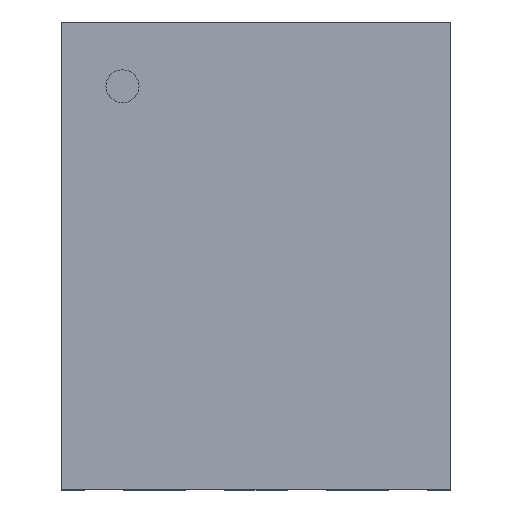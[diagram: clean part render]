
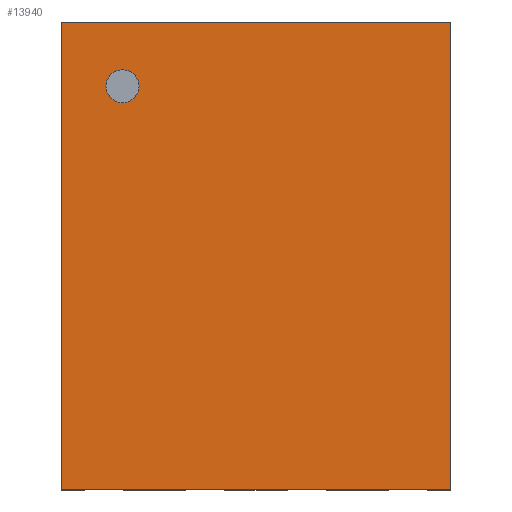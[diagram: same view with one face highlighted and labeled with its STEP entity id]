
A CAD part, top view. The second image highlights one B-rep face of the part: STEP entity #13940.
In plain terms, the highlighted planar face has unit normal (0, 0, 1).
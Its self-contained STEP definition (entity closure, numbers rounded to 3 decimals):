
#295 = CARTESIAN_POINT ( 'NONE',  ( 0., 0., 0.8 ) ) ;
#306 = CARTESIAN_POINT ( 'NONE',  ( 2.5, 0., 0.8 ) ) ;
#660 = CARTESIAN_POINT ( 'NONE',  ( 2.5, 3., 0.8 ) ) ;
#686 = ORIENTED_EDGE ( 'NONE', *, *, #18572, .F. ) ;
#894 = VECTOR ( 'NONE', #10357, 1000. ) ;
#908 = VERTEX_POINT ( 'NONE', #11821 ) ;
#1473 = EDGE_CURVE ( 'NONE', #10272, #18325, #8247, .T. ) ;
#1877 = CARTESIAN_POINT ( 'NONE',  ( 0.5, 2.588, 0.8 ) ) ;
#1905 = EDGE_CURVE ( 'NONE', #12110, #12003, #2341, .T. ) ;
#2256 = AXIS2_PLACEMENT_3D ( 'NONE', #18027, #12145, #6539 ) ;
#2341 = CIRCLE ( 'NONE', #15932, 0.106 ) ;
#2634 = ORIENTED_EDGE ( 'NONE', *, *, #12350, .F. ) ;
#2741 = DIRECTION ( 'NONE',  ( -1., 0., 0. ) ) ;
#3961 = VECTOR ( 'NONE', #11007, 1000. ) ;
#3970 = CARTESIAN_POINT ( 'NONE',  ( 0., 3., 0.8 ) ) ;
#4066 = CARTESIAN_POINT ( 'NONE',  ( 0.394, 2.588, 0.8 ) ) ;
#4247 = EDGE_LOOP ( 'NONE', ( #16729, #2634 ) ) ;
#6101 = LINE ( 'NONE', #14554, #894 ) ;
#6245 = CIRCLE ( 'NONE', #13522, 0.106 ) ;
#6539 = DIRECTION ( 'NONE',  ( -1., 0., 0. ) ) ;
#6624 = FACE_OUTER_BOUND ( 'NONE', #16837, .T. ) ;
#6820 = DIRECTION ( 'NONE',  ( -1., 0., 0. ) ) ;
#7732 = VECTOR ( 'NONE', #12413, 1000. ) ;
#8247 = LINE ( 'NONE', #18146, #3961 ) ;
#8950 = VERTEX_POINT ( 'NONE', #660 ) ;
#9466 = DIRECTION ( 'NONE',  ( 0., 0., 1. ) ) ;
#10031 = VECTOR ( 'NONE', #15973, 1000. ) ;
#10272 = VERTEX_POINT ( 'NONE', #295 ) ;
#10357 = DIRECTION ( 'NONE',  ( 0., -1., 0. ) ) ;
#10444 = FACE_BOUND ( 'NONE', #4247, .T. ) ;
#10824 = ORIENTED_EDGE ( 'NONE', *, *, #16058, .F. ) ;
#10977 = CARTESIAN_POINT ( 'NONE',  ( 0., 3., 0.8 ) ) ;
#11007 = DIRECTION ( 'NONE',  ( 0., 1., 0. ) ) ;
#11821 = CARTESIAN_POINT ( 'NONE',  ( 2.5, 0., 0.8 ) ) ;
#12003 = VERTEX_POINT ( 'NONE', #1877 ) ;
#12110 = VERTEX_POINT ( 'NONE', #13744 ) ;
#12145 = DIRECTION ( 'NONE',  ( 0., 0., -1. ) ) ;
#12350 = EDGE_CURVE ( 'NONE', #12003, #12110, #6245, .T. ) ;
#12413 = DIRECTION ( 'NONE',  ( 1., 0., 0. ) ) ;
#12487 = CARTESIAN_POINT ( 'NONE',  ( 0.394, 2.588, 0.8 ) ) ;
#12666 = ORIENTED_EDGE ( 'NONE', *, *, #17287, .F. ) ;
#13522 = AXIS2_PLACEMENT_3D ( 'NONE', #4066, #14112, #2741 ) ;
#13744 = CARTESIAN_POINT ( 'NONE',  ( 0.288, 2.588, 0.8 ) ) ;
#13940 = ADVANCED_FACE ( 'NONE', ( #10444, #6624 ), #15254, .F. ) ;
#14112 = DIRECTION ( 'NONE',  ( 0., 0., 1. ) ) ;
#14554 = CARTESIAN_POINT ( 'NONE',  ( 2.5, 3., 0.8 ) ) ;
#15254 = PLANE ( 'NONE',  #2256 ) ;
#15795 = LINE ( 'NONE', #10977, #7732 ) ;
#15932 = AXIS2_PLACEMENT_3D ( 'NONE', #12487, #9466, #6820 ) ;
#15973 = DIRECTION ( 'NONE',  ( -1., 0., 0. ) ) ;
#16058 = EDGE_CURVE ( 'NONE', #18325, #8950, #15795, .T. ) ;
#16729 = ORIENTED_EDGE ( 'NONE', *, *, #1905, .F. ) ;
#16748 = LINE ( 'NONE', #306, #10031 ) ;
#16837 = EDGE_LOOP ( 'NONE', ( #12666, #10824, #18417, #686 ) ) ;
#17287 = EDGE_CURVE ( 'NONE', #8950, #908, #6101, .T. ) ;
#18027 = CARTESIAN_POINT ( 'NONE',  ( 0., 0., 0.8 ) ) ;
#18146 = CARTESIAN_POINT ( 'NONE',  ( 0., 0., 0.8 ) ) ;
#18325 = VERTEX_POINT ( 'NONE', #3970 ) ;
#18417 = ORIENTED_EDGE ( 'NONE', *, *, #1473, .F. ) ;
#18572 = EDGE_CURVE ( 'NONE', #908, #10272, #16748, .T. ) ;
